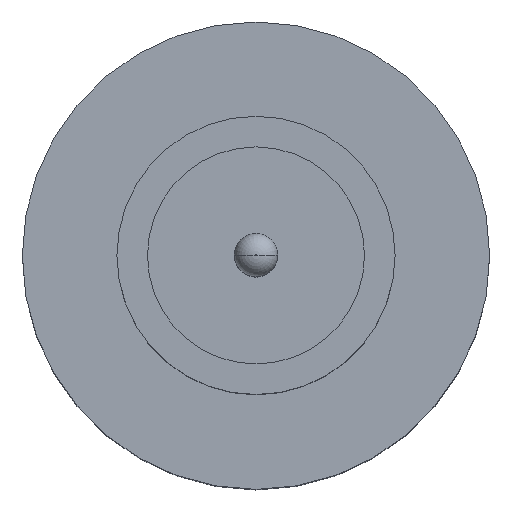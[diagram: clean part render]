
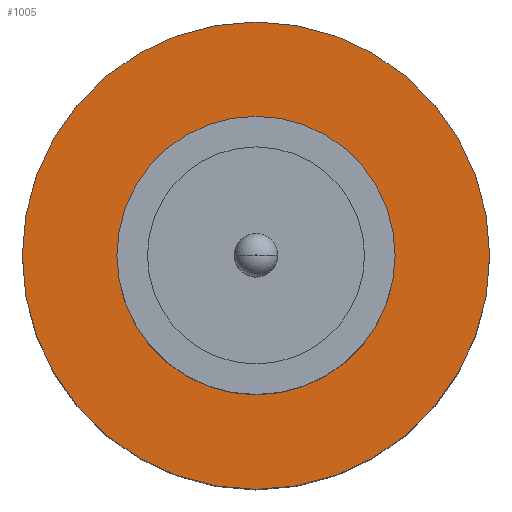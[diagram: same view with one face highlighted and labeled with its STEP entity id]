
A CAD part, top view. The second image highlights one B-rep face of the part: STEP entity #1005.
In plain terms, the highlighted planar face has unit normal (0, 0, 1).
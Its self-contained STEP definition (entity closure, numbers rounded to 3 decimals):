
#13 = EDGE_CURVE ( 'NONE', #451, #1002, #22, .T. ) ;
#17 = FACE_BOUND ( 'NONE', #780, .T. ) ;
#21 = PLANE ( 'NONE',  #265 ) ;
#22 = CIRCLE ( 'NONE', #506, 2.1 ) ;
#32 = DIRECTION ( 'NONE',  ( 1., 0., 0. ) ) ;
#35 = AXIS2_PLACEMENT_3D ( 'NONE', #849, #89, #82 ) ;
#40 = CARTESIAN_POINT ( 'NONE',  ( 0., 0., 1.55 ) ) ;
#61 = DIRECTION ( 'NONE',  ( 0., 0., 1. ) ) ;
#82 = DIRECTION ( 'NONE',  ( 1., 0., 0. ) ) ;
#89 = DIRECTION ( 'NONE',  ( 0., 0., 1. ) ) ;
#99 = EDGE_CURVE ( 'NONE', #717, #196, #966, .T. ) ;
#122 = DIRECTION ( 'NONE',  ( 1., 0., 0. ) ) ;
#126 = CARTESIAN_POINT ( 'NONE',  ( 0., 0., 1.55 ) ) ;
#152 = CARTESIAN_POINT ( 'NONE',  ( -1.25, 0., 1.55 ) ) ;
#182 = CARTESIAN_POINT ( 'NONE',  ( 0., 0., 1.55 ) ) ;
#187 = DIRECTION ( 'NONE',  ( 1., 0., 0. ) ) ;
#196 = VERTEX_POINT ( 'NONE', #152 ) ;
#265 = AXIS2_PLACEMENT_3D ( 'NONE', #182, #353, #32 ) ;
#321 = CARTESIAN_POINT ( 'NONE',  ( -2.1, 0., 1.55 ) ) ;
#353 = DIRECTION ( 'NONE',  ( 0., 0., 1. ) ) ;
#410 = AXIS2_PLACEMENT_3D ( 'NONE', #501, #736, #187 ) ;
#447 = ORIENTED_EDGE ( 'NONE', *, *, #865, .T. ) ;
#449 = CARTESIAN_POINT ( 'NONE',  ( 1.25, 0., 1.55 ) ) ;
#451 = VERTEX_POINT ( 'NONE', #321 ) ;
#501 = CARTESIAN_POINT ( 'NONE',  ( 0., 0., 1.55 ) ) ;
#506 = AXIS2_PLACEMENT_3D ( 'NONE', #40, #605, #122 ) ;
#509 = ORIENTED_EDGE ( 'NONE', *, *, #99, .F. ) ;
#525 = DIRECTION ( 'NONE',  ( 1., 0., 0. ) ) ;
#605 = DIRECTION ( 'NONE',  ( 0., 0., 1. ) ) ;
#608 = CIRCLE ( 'NONE', #35, 2.1 ) ;
#625 = ORIENTED_EDGE ( 'NONE', *, *, #13, .T. ) ;
#638 = ORIENTED_EDGE ( 'NONE', *, *, #965, .F. ) ;
#650 = AXIS2_PLACEMENT_3D ( 'NONE', #126, #61, #525 ) ;
#654 = CIRCLE ( 'NONE', #410, 1.25 ) ;
#717 = VERTEX_POINT ( 'NONE', #449 ) ;
#736 = DIRECTION ( 'NONE',  ( 0., 0., 1. ) ) ;
#751 = EDGE_LOOP ( 'NONE', ( #625, #447 ) ) ;
#780 = EDGE_LOOP ( 'NONE', ( #509, #638 ) ) ;
#801 = CARTESIAN_POINT ( 'NONE',  ( 2.1, 0., 1.55 ) ) ;
#849 = CARTESIAN_POINT ( 'NONE',  ( 0., 0., 1.55 ) ) ;
#851 = FACE_OUTER_BOUND ( 'NONE', #751, .T. ) ;
#865 = EDGE_CURVE ( 'NONE', #1002, #451, #608, .T. ) ;
#965 = EDGE_CURVE ( 'NONE', #196, #717, #654, .T. ) ;
#966 = CIRCLE ( 'NONE', #650, 1.25 ) ;
#1002 = VERTEX_POINT ( 'NONE', #801 ) ;
#1005 = ADVANCED_FACE ( 'NONE', ( #17, #851 ), #21, .T. ) ;
